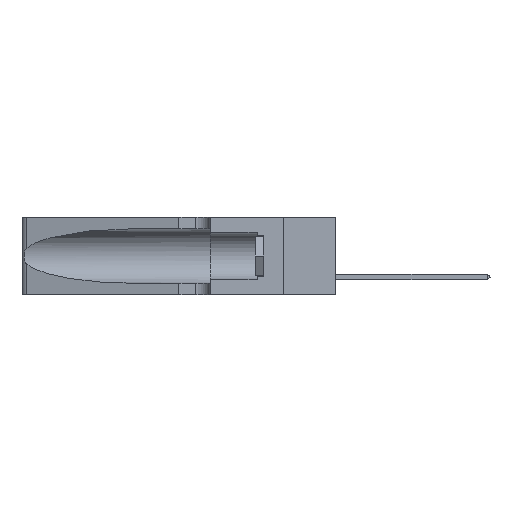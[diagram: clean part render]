
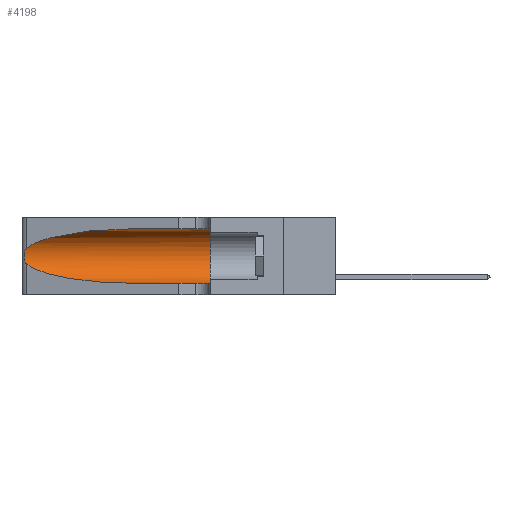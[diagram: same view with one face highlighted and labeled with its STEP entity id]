
A CAD part, left-side view. The second image highlights one B-rep face of the part: STEP entity #4198.
In plain terms, the highlighted cylindrical face has radius 3.308 mm (diameter 6.617 mm), a partial arc.
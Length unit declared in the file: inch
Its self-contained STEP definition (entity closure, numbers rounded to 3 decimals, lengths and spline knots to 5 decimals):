
#46 = CARTESIAN_POINT ( 'NONE',  ( 0.26075, 1.23896, 0.19203 ) ) ;
#633 = DIRECTION ( 'NONE',  ( 0., -1., 0. ) ) ;
#841 = CARTESIAN_POINT ( 'NONE',  ( 0.25487, 1.22718, 0.22369 ) ) ;
#1099 = DIRECTION ( 'NONE',  ( 0., -1., 0. ) ) ;
#1104 = DIRECTION ( 'NONE',  ( 0., 0., -1. ) ) ;
#1153 = ORIENTED_EDGE ( 'NONE', *, *, #26888, .F. ) ;
#1235 = AXIS2_PLACEMENT_3D ( 'NONE', #3856, #5811, #16555 ) ;
#2287 = VERTEX_POINT ( 'NONE', #7662 ) ;
#2448 = CARTESIAN_POINT ( 'NONE',  ( 0.1305, 0.35, 0.31525 ) ) ;
#3614 = VECTOR ( 'NONE', #633, 39.37008 ) ;
#3856 = CARTESIAN_POINT ( 'NONE',  ( 0.1305, 0.35, 0.185 ) ) ;
#4198 = ADVANCED_FACE ( 'NONE', ( #23230 ), #9563, .F. ) ;
#4280 = CARTESIAN_POINT ( 'NONE',  ( 0.25487, 1.22718, 0.22369 ) ) ;
#4804 = VECTOR ( 'NONE', #1099, 39.37008 ) ;
#4877 = ORIENTED_EDGE ( 'NONE', *, *, #25141, .F. ) ;
#5072 = VERTEX_POINT ( 'NONE', #23595 ) ;
#5754 = VERTEX_POINT ( 'NONE', #2448 ) ;
#5811 = DIRECTION ( 'NONE',  ( 0., 1., 0. ) ) ;
#6426 = EDGE_CURVE ( 'NONE', #24159, #17771, #17396, .T. ) ;
#6632 = CARTESIAN_POINT ( 'NONE',  ( 0.1305, 1.61858, 0.31525 ) ) ;
#6821 = ORIENTED_EDGE ( 'NONE', *, *, #8022, .T. ) ;
#7562 = CARTESIAN_POINT ( 'NONE',  ( 0.1305, 1.61858, 0.05475 ) ) ;
#7662 = CARTESIAN_POINT ( 'NONE',  ( 0.25487, 1.22718, 0.22369 ) ) ;
#7742 = B_SPLINE_CURVE_WITH_KNOTS ( 'NONE', 3,
 ( #4280, #12873, #25430, #21568, #25610, #12611, #46, #14770, #17077, #13227, #10923, #26131, #21659, #24068 ),
 .UNSPECIFIED., .F., .F.,
 ( 4, 2, 2, 2, 2, 2, 4 ),
 ( 0., 0.00027, 0.00053, 0.00107, 0.0016, 0.00187, 0.00214 ),
 .UNSPECIFIED. ) ;
#8022 = EDGE_CURVE ( 'NONE', #24894, #2287, #24293, .T. ) ;
#8139 = CARTESIAN_POINT ( 'NONE',  ( 0.2373, 1.15595, 0.08982 ) ) ;
#9563 = CYLINDRICAL_SURFACE ( 'NONE', #22694, 0.13025 ) ;
#10923 = CARTESIAN_POINT ( 'NONE',  ( 0.25789, 1.23486, 0.15765 ) ) ;
#10962 =( BOUNDED_CURVE ( )  B_SPLINE_CURVE ( 3, ( #27142, #8139, #20615, #14354 ),
 .UNSPECIFIED., .F., .F. ) 
 B_SPLINE_CURVE_WITH_KNOTS ( ( 4, 4 ),
 ( 3.44316, 4.71239 ),
 .UNSPECIFIED. ) 
 CURVE ( )  GEOMETRIC_REPRESENTATION_ITEM ( )  RATIONAL_B_SPLINE_CURVE ( ( 1., 0.87, 0.87, 1. ) ) 
 REPRESENTATION_ITEM ( '' )  );
#11200 = EDGE_LOOP ( 'NONE', ( #6821, #20329, #13092, #24640, #1153, #4877 ) ) ;
#11870 = EDGE_CURVE ( 'NONE', #2287, #5072, #7742, .T. ) ;
#12611 = CARTESIAN_POINT ( 'NONE',  ( 0.26018, 1.23835, 0.19895 ) ) ;
#12873 = CARTESIAN_POINT ( 'NONE',  ( 0.25555, 1.22994, 0.2215 ) ) ;
#13092 = ORIENTED_EDGE ( 'NONE', *, *, #18009, .T. ) ;
#13227 = CARTESIAN_POINT ( 'NONE',  ( 0.25856, 1.23593, 0.16098 ) ) ;
#13388 = CARTESIAN_POINT ( 'NONE',  ( 0.1305, 1.61858, 0.185 ) ) ;
#14232 = DIRECTION ( 'NONE',  ( 0., -1., 0. ) ) ;
#14354 = CARTESIAN_POINT ( 'NONE',  ( 0.1305, 0.72297, 0.05475 ) ) ;
#14770 = CARTESIAN_POINT ( 'NONE',  ( 0.26075, 1.23896, 0.178 ) ) ;
#16555 = DIRECTION ( 'NONE',  ( 0., 0., 1. ) ) ;
#17077 = CARTESIAN_POINT ( 'NONE',  ( 0.26017, 1.23833, 0.17102 ) ) ;
#17396 = LINE ( 'NONE', #7562, #4804 ) ;
#17399 = CARTESIAN_POINT ( 'NONE',  ( 0.18966, 0.96281, 0.31525 ) ) ;
#17771 = VERTEX_POINT ( 'NONE', #24449 ) ;
#17869 = CARTESIAN_POINT ( 'NONE',  ( 0.2373, 1.15595, 0.28018 ) ) ;
#18009 = EDGE_CURVE ( 'NONE', #5072, #24159, #10962, .T. ) ;
#18268 = LINE ( 'NONE', #6632, #3614 ) ;
#18634 = CARTESIAN_POINT ( 'NONE',  ( 0.1305, 0.72297, 0.05475 ) ) ;
#20329 = ORIENTED_EDGE ( 'NONE', *, *, #11870, .T. ) ;
#20615 = CARTESIAN_POINT ( 'NONE',  ( 0.18966, 0.96281, 0.05475 ) ) ;
#21568 = CARTESIAN_POINT ( 'NONE',  ( 0.25787, 1.23484, 0.2124 ) ) ;
#21659 = CARTESIAN_POINT ( 'NONE',  ( 0.25555, 1.22993, 0.14849 ) ) ;
#22694 = AXIS2_PLACEMENT_3D ( 'NONE', #13388, #14232, #1104 ) ;
#23230 = FACE_OUTER_BOUND ( 'NONE', #11200, .T. ) ;
#23595 = CARTESIAN_POINT ( 'NONE',  ( 0.25487, 1.22718, 0.14631 ) ) ;
#23680 = CARTESIAN_POINT ( 'NONE',  ( 0.1305, 0.72297, 0.31525 ) ) ;
#24068 = CARTESIAN_POINT ( 'NONE',  ( 0.25487, 1.22718, 0.14631 ) ) ;
#24159 = VERTEX_POINT ( 'NONE', #18634 ) ;
#24293 =( BOUNDED_CURVE ( )  B_SPLINE_CURVE ( 3, ( #23680, #17399, #17869, #841 ),
 .UNSPECIFIED., .F., .F. ) 
 B_SPLINE_CURVE_WITH_KNOTS ( ( 4, 4 ),
 ( 1.5708, 2.84003 ),
 .UNSPECIFIED. ) 
 CURVE ( )  GEOMETRIC_REPRESENTATION_ITEM ( )  RATIONAL_B_SPLINE_CURVE ( ( 1., 0.87, 0.87, 1. ) ) 
 REPRESENTATION_ITEM ( '' )  );
#24449 = CARTESIAN_POINT ( 'NONE',  ( 0.1305, 0.35, 0.05475 ) ) ;
#24640 = ORIENTED_EDGE ( 'NONE', *, *, #6426, .T. ) ;
#24894 = VERTEX_POINT ( 'NONE', #26551 ) ;
#25141 = EDGE_CURVE ( 'NONE', #24894, #5754, #18268, .T. ) ;
#25430 = CARTESIAN_POINT ( 'NONE',  ( 0.25639, 1.23184, 0.21858 ) ) ;
#25610 = CARTESIAN_POINT ( 'NONE',  ( 0.25854, 1.2359, 0.20912 ) ) ;
#26131 = CARTESIAN_POINT ( 'NONE',  ( 0.25639, 1.23186, 0.15144 ) ) ;
#26421 = CIRCLE ( 'NONE', #1235, 0.13025 ) ;
#26551 = CARTESIAN_POINT ( 'NONE',  ( 0.1305, 0.72297, 0.31525 ) ) ;
#26888 = EDGE_CURVE ( 'NONE', #5754, #17771, #26421, .T. ) ;
#27142 = CARTESIAN_POINT ( 'NONE',  ( 0.25487, 1.22718, 0.14631 ) ) ;
